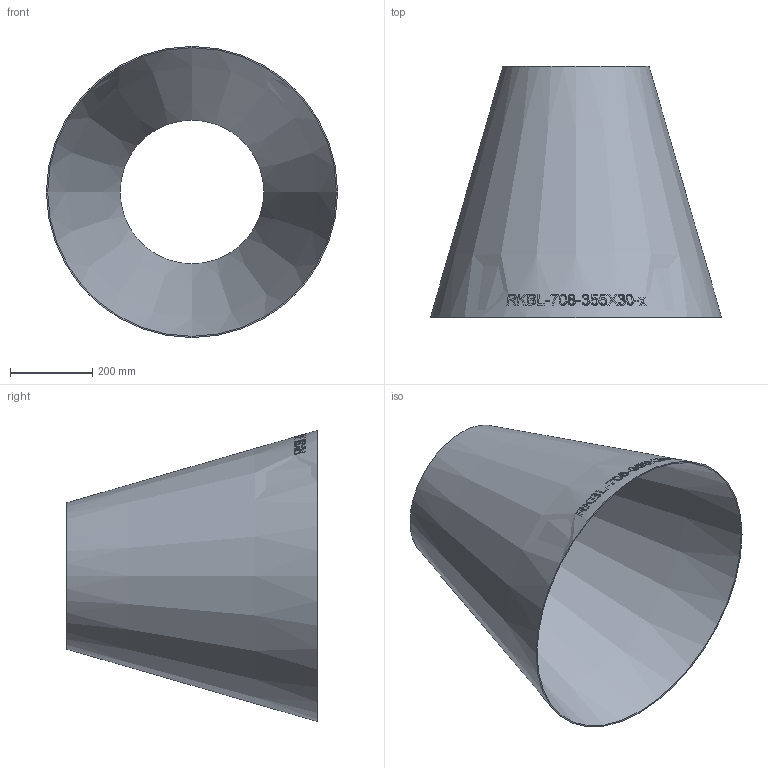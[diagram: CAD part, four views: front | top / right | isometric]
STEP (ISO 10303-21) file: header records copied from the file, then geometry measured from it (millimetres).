
FILE_DESCRIPTION (( 'STEP AP214' ), '1' );
FILE_NAME ('RKBL-708-355X30-x Reduzierung aus Blech ISO-sonstige 2007.STEP', '2020-07-17T07:47:07', ( '' ), ( '' ), 'SwSTEP 2.0', 'SolidWorks 2019', '' );
FILE_SCHEMA (( 'AUTOMOTIVE_DESIGN' ));
Length unit declared in the file: millimetre
Products named in the file (1): RKBL-708-355X30-x Reduzierung aus Blech ISO-sonstige 2007
Bounding box: 708 x 610 x 708 mm (x, y, z)
Volume: 3120528.7 mm3; surface area: 2119148.9 mm2
Topology: 1 solids, 1 shells, 237 faces, 633 edges, 422 vertices
Faces by surface type: bspline 209, cone 26, plane 2
Entity records: 51276 total; most frequent: CARTESIAN_POINT 44703, ORIENTED_EDGE 1262, EDGE_CURVE 631, B_SPLINE_CURVE_WITH_KNOTS 627, VERTEX_POINT 422, EDGE_LOOP 265, FACE_OUTER_BOUND 237, ADVANCED_FACE 237
